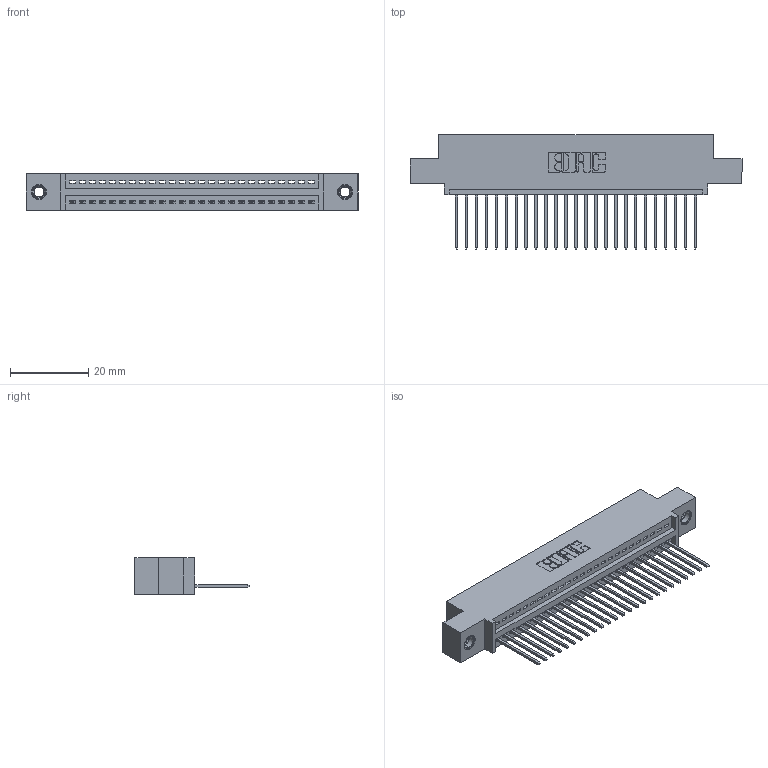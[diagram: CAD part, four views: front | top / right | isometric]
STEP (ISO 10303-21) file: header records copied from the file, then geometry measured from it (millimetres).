
FILE_DESCRIPTION (( 'STEP AP203' ), '1' );
FILE_NAME ('345-025-540-407.STEP', '2019-10-05T06:55:25', ( '' ), ( '' ), 'SwSTEP 2.0', 'SolidWorks 2016', '' );
FILE_SCHEMA (( 'CONFIG_CONTROL_DESIGN' ));
Length unit declared in the file: inch
Products named in the file (4): 345-025-540-407; 345-292-001_345-293-140; 345-250-001_345-250-005-103; 345 Part_0.110 Offset - 0.156 Dia-TI
Assembly tree (28 placements, depth 2):
  345-025-540-407
    345 Part_0.110 Offset - 0.156 Dia-TI
    345-292-001_345-293-140  x25
    345-250-001_345-250-005-103  x2
Bounding box: 84.71 x 29.13 x 9.4 mm (x, y, z)
Volume: 7853.5 mm3; surface area: 10563.5 mm2
Topology: 28 solids, 28 shells, 1640 faces, 4889 edges, 3218 vertices
Faces by surface type: plane 1116, cylinder 508, cone 12, torus 4
Entity records: 22440 total; most frequent: CARTESIAN_POINT 3870, ORIENTED_EDGE 3822, DIRECTION 3431, EDGE_CURVE 1911, LINE 1659, VECTOR 1659, VERTEX_POINT 1268, AXIS2_PLACEMENT_3D 886
